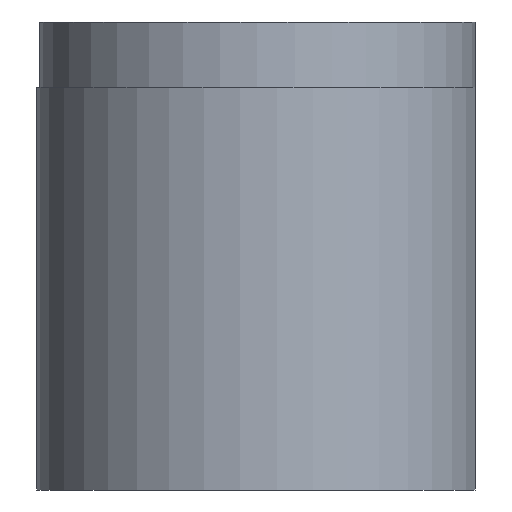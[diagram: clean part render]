
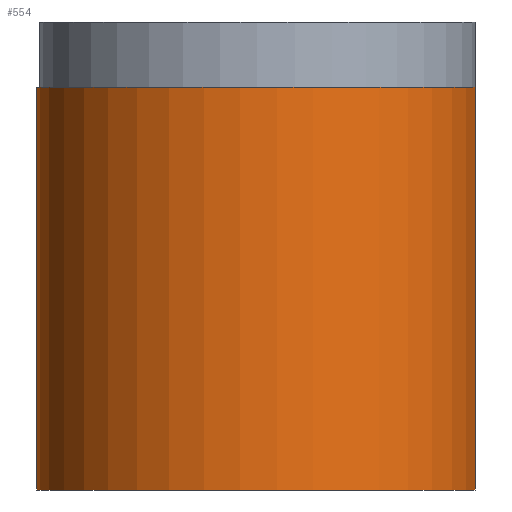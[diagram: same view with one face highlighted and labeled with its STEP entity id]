
A CAD part, front view. The second image highlights one B-rep face of the part: STEP entity #554.
In plain terms, the highlighted cylindrical face has radius 40.5 mm (diameter 81 mm), a partial arc.
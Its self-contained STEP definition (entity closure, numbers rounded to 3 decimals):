
#6 = CIRCLE ( 'NONE', #472, 40.5 ) ;
#29 = EDGE_CURVE ( 'NONE', #370, #88, #6, .T. ) ;
#68 = CARTESIAN_POINT ( 'NONE',  ( 40., -6.344, 0. ) ) ;
#85 = EDGE_CURVE ( 'NONE', #88, #95, #504, .T. ) ;
#86 = ORIENTED_EDGE ( 'NONE', *, *, #85, .T. ) ;
#88 = VERTEX_POINT ( 'NONE', #68 ) ;
#91 = ORIENTED_EDGE ( 'NONE', *, *, #531, .T. ) ;
#95 = VERTEX_POINT ( 'NONE', #272 ) ;
#122 = CYLINDRICAL_SURFACE ( 'NONE', #482, 40.5 ) ;
#123 = CARTESIAN_POINT ( 'NONE',  ( -40.5, 0., 74. ) ) ;
#131 = AXIS2_PLACEMENT_3D ( 'NONE', #360, #562, #280 ) ;
#190 = VERTEX_POINT ( 'NONE', #123 ) ;
#210 = LINE ( 'NONE', #395, #527 ) ;
#231 = CIRCLE ( 'NONE', #131, 40.5 ) ;
#272 = CARTESIAN_POINT ( 'NONE',  ( 40., -6.344, 74. ) ) ;
#280 = DIRECTION ( 'NONE',  ( 1., 0., 0. ) ) ;
#302 = EDGE_CURVE ( 'NONE', #190, #95, #231, .T. ) ;
#328 = ORIENTED_EDGE ( 'NONE', *, *, #302, .F. ) ;
#338 = CARTESIAN_POINT ( 'NONE',  ( -40.5, 0., 0. ) ) ;
#346 = CARTESIAN_POINT ( 'NONE',  ( 0., 0., 0. ) ) ;
#360 = CARTESIAN_POINT ( 'NONE',  ( 0., 0., 74. ) ) ;
#370 = VERTEX_POINT ( 'NONE', #338 ) ;
#395 = CARTESIAN_POINT ( 'NONE',  ( -40.5, 0., 74. ) ) ;
#398 = CARTESIAN_POINT ( 'NONE',  ( 40., -6.344, 0. ) ) ;
#403 = CARTESIAN_POINT ( 'NONE',  ( 0., 0., 74. ) ) ;
#407 = FACE_OUTER_BOUND ( 'NONE', #602, .T. ) ;
#472 = AXIS2_PLACEMENT_3D ( 'NONE', #346, #495, #549 ) ;
#482 = AXIS2_PLACEMENT_3D ( 'NONE', #403, #603, #502 ) ;
#495 = DIRECTION ( 'NONE',  ( 0., 0., 1. ) ) ;
#502 = DIRECTION ( 'NONE',  ( -1., 0., 0. ) ) ;
#504 = LINE ( 'NONE', #398, #538 ) ;
#527 = VECTOR ( 'NONE', #594, 1000. ) ;
#531 = EDGE_CURVE ( 'NONE', #190, #370, #210, .T. ) ;
#538 = VECTOR ( 'NONE', #556, 1000. ) ;
#549 = DIRECTION ( 'NONE',  ( 1., 0., 0. ) ) ;
#554 = ADVANCED_FACE ( 'NONE', ( #407 ), #122, .T. ) ;
#556 = DIRECTION ( 'NONE',  ( 0., 0., 1. ) ) ;
#562 = DIRECTION ( 'NONE',  ( 0., 0., 1. ) ) ;
#594 = DIRECTION ( 'NONE',  ( 0., 0., -1. ) ) ;
#602 = EDGE_LOOP ( 'NONE', ( #328, #91, #606, #86 ) ) ;
#603 = DIRECTION ( 'NONE',  ( 0., 0., -1. ) ) ;
#606 = ORIENTED_EDGE ( 'NONE', *, *, #29, .T. ) ;
